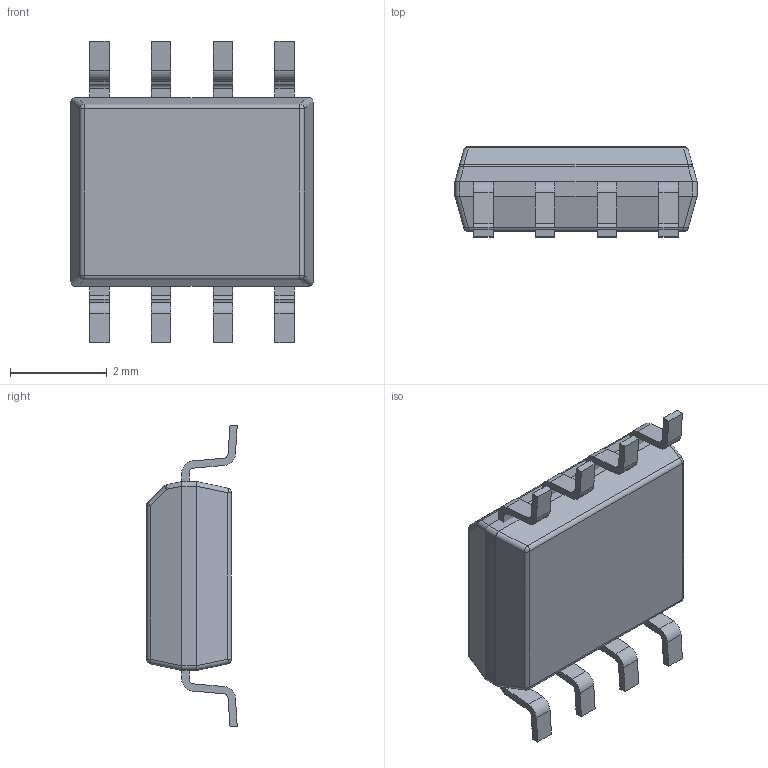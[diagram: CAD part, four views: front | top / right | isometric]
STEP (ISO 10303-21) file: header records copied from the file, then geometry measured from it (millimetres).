
FILE_DESCRIPTION (( 'STEP AP214' ), '1' );
FILE_NAME ('SOP-8.STEP', '2018-07-16T19:49:54', ( 'M.B.I.' ), ( '' ), 'SwSTEP 2.0', '', '' );
FILE_SCHEMA (( 'AUTOMOTIVE_DESIGN' ));
Length unit declared in the file: millimetre
Products named in the file (1): SOP-8
Bounding box: 5 x 1.87 x 6.22 mm (x, y, z)
Volume: 32.8 mm3; surface area: 85 mm2
Topology: 9 solids, 9 shells, 357 faces, 928 edges, 608 vertices
Faces by surface type: plane 169, bspline 119, cylinder 57, sphere 10, torus 2
Entity records: 17222 total; most frequent: CARTESIAN_POINT 7685, ORIENTED_EDGE 1856, DIRECTION 1246, EDGE_CURVE 928, VERTEX_POINT 608, VECTOR 564, LINE 564, EDGE_LOOP 376
